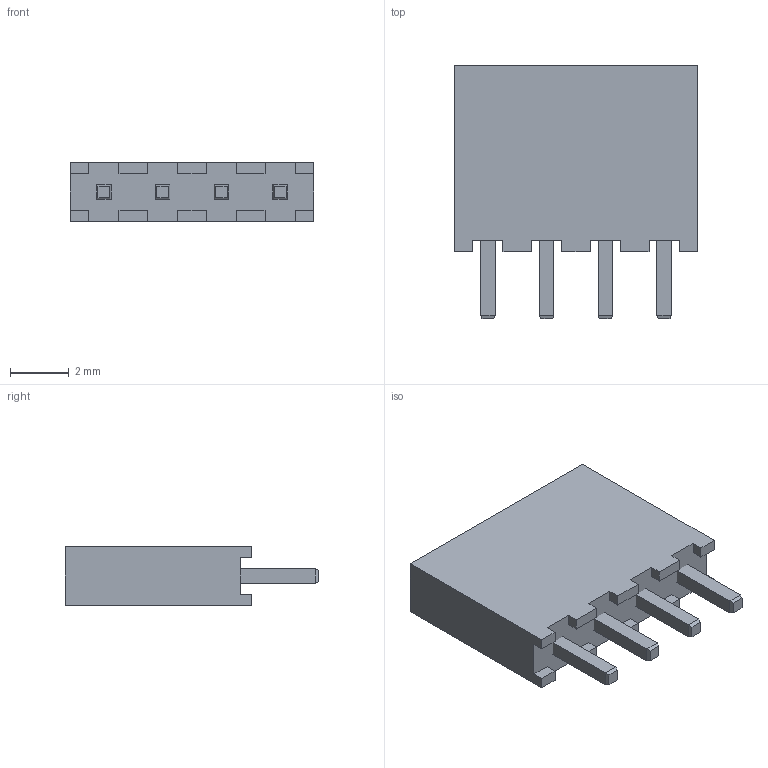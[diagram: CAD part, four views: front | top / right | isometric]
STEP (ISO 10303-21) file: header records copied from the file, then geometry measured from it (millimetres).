
FILE_DESCRIPTION( ( 'STEP AP214' ), '1' );
FILE_NAME( 'SQT-104-01-F-S.stp', '2019-03-27T02:39:48', ( '' ), ( '' ), ' ', 'PARTsolutions', ' ' );
FILE_SCHEMA( ( 'AUTOMOTIVE_DESIGN { 1 0 10303 214 1 1 1 1 }' ) );
Length unit declared in the file: inch
Products named in the file (3): SQT-104-01-F-S; _S1SQT-104-01-F-S; _P1SQT-104-01-F-S
Assembly tree (2 placements, depth 2):
  SQT-104-01-F-S
    _S1SQT-104-01-F-S
    _P1SQT-104-01-F-S
Bounding box: 8.3 x 8.64 x 2 mm (x, y, z)
Volume: 101.2 mm3; surface area: 287.5 mm2
Topology: 2 solids, 2 shells, 148 faces, 380 edges, 248 vertices
Faces by surface type: plane 144, cylinder 4
Entity records: 5622 total; most frequent: CARTESIAN_POINT 779, ORIENTED_EDGE 760, DIRECTION 690, EDGE_CURVE 380, LINE 372, VECTOR 372, VERTEX_POINT 248, EDGE_LOOP 160
